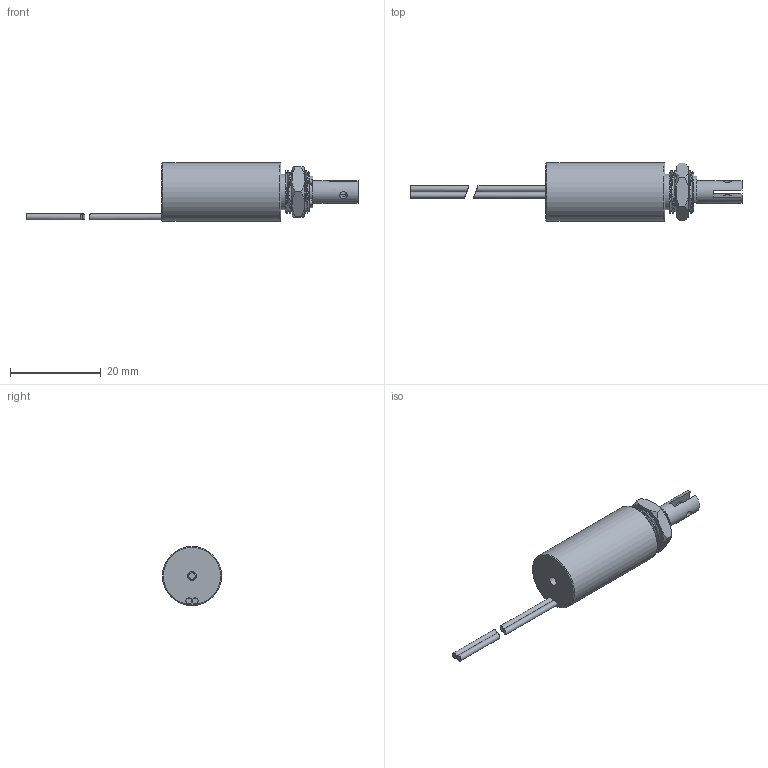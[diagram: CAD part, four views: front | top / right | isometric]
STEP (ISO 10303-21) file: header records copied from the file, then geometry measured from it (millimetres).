
FILE_DESCRIPTION( ( 'Unknown' ), '1' );
FILE_NAME( 'T1325L.stp', 'Unknown', ( 'Unknown' ), ( 'Unknown' ), 'PSStep 17.0.49', 'Unknown', ' ' );
FILE_SCHEMA( ( 'AUTOMOTIVE_DESIGN { 1 0 10303 214 1 1 1 1 }' ) );
Length unit declared in the file: millimetre
Products named in the file (7): Assem1; T1325L; T1325L-2; E-ring 4,4mm; Nut UNEF 3-8
Assembly tree (6 placements, depth 2):
  Assem1
    T1325L
    T1325L
    T1325L
    T1325L-2
    E-ring 4,4mm
    Nut UNEF 3-8
Bounding box: 73.24 x 13 x 13 mm (x, y, z)
Volume: 4168.2 mm3; surface area: 3295.2 mm2
Topology: 6 solids, 6 shells, 91 faces, 213 edges, 142 vertices
Faces by surface type: plane 36, cylinder 28, cone 17, bspline 8, torus 2
Full cylindrical faces by diameter (mm): 1.3 x4, 1.65 x2, 2 x1, 4.4 x1, 5 x3, 7.8 x1, 13 x1
Entity records: 5453 total; most frequent: CARTESIAN_POINT 2721, DIRECTION 387, ORIENTED_EDGE 370, EDGE_CURVE 185, AXIS2_PLACEMENT_3D 164, VERTEX_POINT 134, EDGE_LOOP 125, FACE_OUTER_BOUND 105
